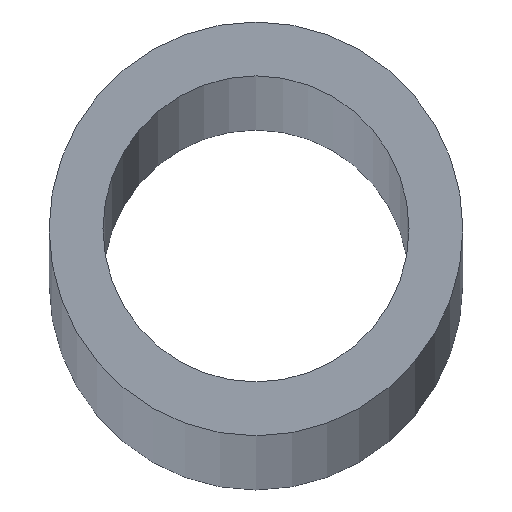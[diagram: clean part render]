
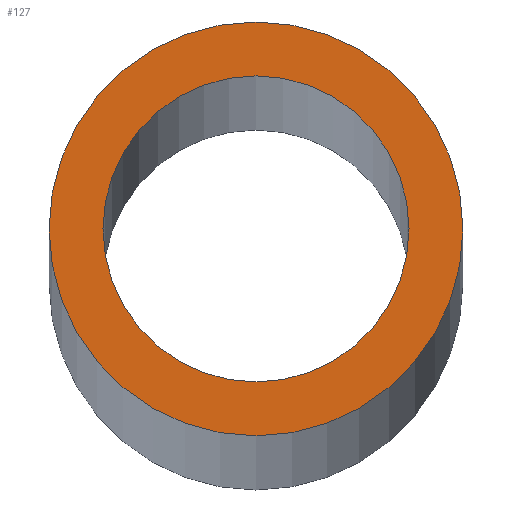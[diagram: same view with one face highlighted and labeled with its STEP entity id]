
A CAD part, top view. The second image highlights one B-rep face of the part: STEP entity #127.
In plain terms, the highlighted planar face has unit normal (0, 0, 1).
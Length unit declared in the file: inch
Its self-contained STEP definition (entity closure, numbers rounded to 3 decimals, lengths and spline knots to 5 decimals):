
#11 = CARTESIAN_POINT ( 'NONE',  ( 0., 0., 216. ) ) ;
#30 = AXIS2_PLACEMENT_3D ( 'NONE', #46, #244, #207 ) ;
#34 = DIRECTION ( 'NONE',  ( 0., 0., 1. ) ) ;
#36 = CARTESIAN_POINT ( 'NONE',  ( 0., 0., 216. ) ) ;
#46 = CARTESIAN_POINT ( 'NONE',  ( 0., 0., 216. ) ) ;
#51 = AXIS2_PLACEMENT_3D ( 'NONE', #88, #34, #173 ) ;
#55 = EDGE_CURVE ( 'NONE', #64, #57, #125, .T. ) ;
#57 = VERTEX_POINT ( 'NONE', #242 ) ;
#58 = DIRECTION ( 'NONE',  ( 1., 0., 0. ) ) ;
#64 = VERTEX_POINT ( 'NONE', #110 ) ;
#69 = EDGE_LOOP ( 'NONE', ( #106, #140 ) ) ;
#72 = DIRECTION ( 'NONE',  ( 0., 0., 1. ) ) ;
#80 = AXIS2_PLACEMENT_3D ( 'NONE', #130, #205, #149 ) ;
#83 = AXIS2_PLACEMENT_3D ( 'NONE', #36, #114, #245 ) ;
#88 = CARTESIAN_POINT ( 'NONE',  ( 0., 0., 216. ) ) ;
#92 = CARTESIAN_POINT ( 'NONE',  ( 1.44, 0., 216. ) ) ;
#93 = FACE_BOUND ( 'NONE', #69, .T. ) ;
#94 = EDGE_CURVE ( 'NONE', #139, #107, #111, .T. ) ;
#106 = ORIENTED_EDGE ( 'NONE', *, *, #55, .F. ) ;
#107 = VERTEX_POINT ( 'NONE', #195 ) ;
#108 = EDGE_CURVE ( 'NONE', #57, #64, #209, .T. ) ;
#110 = CARTESIAN_POINT ( 'NONE',  ( -1.065, 0., 216. ) ) ;
#111 = CIRCLE ( 'NONE', #30, 1.44 ) ;
#114 = DIRECTION ( 'NONE',  ( 0., 0., 1. ) ) ;
#125 = CIRCLE ( 'NONE', #80, 1.065 ) ;
#127 = ADVANCED_FACE ( 'NONE', ( #210, #93 ), #233, .T. ) ;
#130 = CARTESIAN_POINT ( 'NONE',  ( 0., 0., 216. ) ) ;
#135 = CIRCLE ( 'NONE', #51, 1.44 ) ;
#139 = VERTEX_POINT ( 'NONE', #92 ) ;
#140 = ORIENTED_EDGE ( 'NONE', *, *, #108, .F. ) ;
#143 = EDGE_CURVE ( 'NONE', #107, #139, #135, .T. ) ;
#149 = DIRECTION ( 'NONE',  ( 1., 0., 0. ) ) ;
#160 = EDGE_LOOP ( 'NONE', ( #214, #243 ) ) ;
#173 = DIRECTION ( 'NONE',  ( 1., 0., 0. ) ) ;
#174 = AXIS2_PLACEMENT_3D ( 'NONE', #11, #72, #58 ) ;
#195 = CARTESIAN_POINT ( 'NONE',  ( -1.44, 0., 216. ) ) ;
#205 = DIRECTION ( 'NONE',  ( 0., 0., 1. ) ) ;
#207 = DIRECTION ( 'NONE',  ( 1., 0., 0. ) ) ;
#209 = CIRCLE ( 'NONE', #83, 1.065 ) ;
#210 = FACE_OUTER_BOUND ( 'NONE', #160, .T. ) ;
#214 = ORIENTED_EDGE ( 'NONE', *, *, #143, .T. ) ;
#233 = PLANE ( 'NONE',  #174 ) ;
#242 = CARTESIAN_POINT ( 'NONE',  ( 1.065, 0., 216. ) ) ;
#243 = ORIENTED_EDGE ( 'NONE', *, *, #94, .T. ) ;
#244 = DIRECTION ( 'NONE',  ( 0., 0., 1. ) ) ;
#245 = DIRECTION ( 'NONE',  ( 1., 0., 0. ) ) ;
